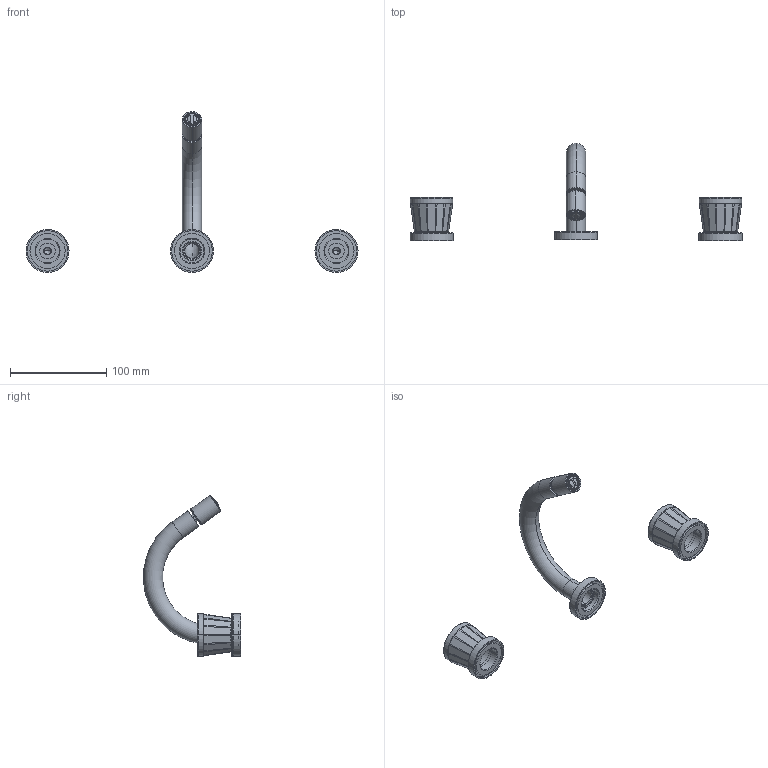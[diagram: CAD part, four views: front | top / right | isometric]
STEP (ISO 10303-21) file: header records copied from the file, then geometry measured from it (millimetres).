
FILE_DESCRIPTION((''),'2;1');
FILE_NAME('OIELBT068RO_ASM','2025-10-16T14:12:12',('Administrator'),(''),'CREO PARAMETRIC BY PTC INC, 2024493','CREO PARAMETRIC BY PTC INC, 2024493','');
FILE_SCHEMA(('CONFIG_CONTROL_DESIGN','SHAPE_APPEARANCE_LAYERS_GROUPS'));
Length unit declared in the file: millimetre
Products named in the file (8): OIBR00323; OICT00048; OIAR00062; OIAR00046; OIBR00096; OIBR00950; OIAQ00013; OIELBT068RO_ASM
Assembly tree (10 placements, depth 2):
  OIELBT068RO_ASM
    OIBR00323
    OICT00048
    OIAR00062
    OIAR00046
    OIBR00096  x2
    OIBR00950  x2
    OIAQ00013  x2
Bounding box: 344.7 x 100.9 x 167.14 mm (x, y, z)
Volume: 98973.8 mm3; surface area: 69111.9 mm2
Topology: 11 solids, 18 shells, 1244 faces, 3341 edges, 2140 vertices
Faces by surface type: plane 734, cylinder 215, cone 134, torus 115, bspline 32, sphere 14
Entity records: 46577 total; most frequent: CARTESIAN_POINT 13403, ORIENTED_EDGE 5582, DIRECTION 4806, EDGE_CURVE 2801, VERTEX_POINT 1815, AXIS2_PLACEMENT_3D 1793, PRESENTATION_STYLE_ASSIGNMENT 1554, STYLED_ITEM 1552
